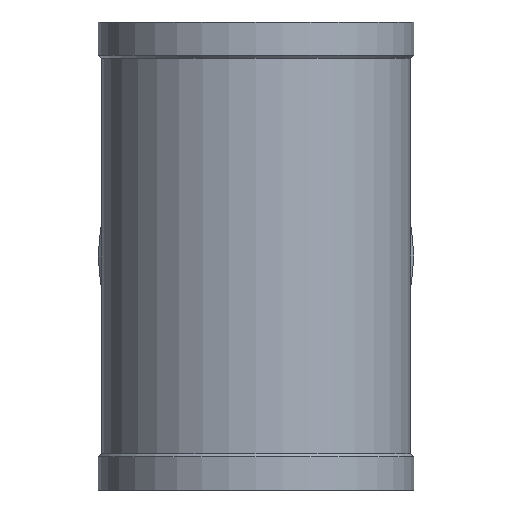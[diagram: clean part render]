
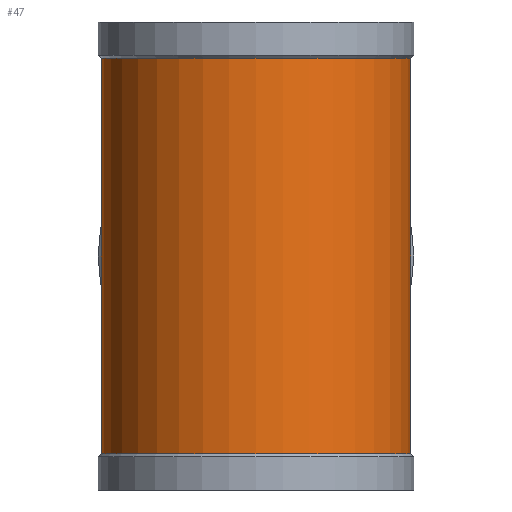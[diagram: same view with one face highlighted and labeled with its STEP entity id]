
A CAD part, left-side view. The second image highlights one B-rep face of the part: STEP entity #47.
In plain terms, the highlighted cylindrical face has radius 280 mm (diameter 560 mm), a full revolution.
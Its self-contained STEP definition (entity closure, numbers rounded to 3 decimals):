
#47 = ADVANCED_FACE( '', ( #106, #107, #108 ), #109, .T. );
#106 = FACE_OUTER_BOUND( '', #191, .T. );
#107 = FACE_BOUND( '', #192, .T. );
#108 = FACE_OUTER_BOUND( '', #193, .T. );
#109 = CYLINDRICAL_SURFACE( '', #194, 280. );
#191 = EDGE_LOOP( '', ( #275 ) );
#192 = EDGE_LOOP( '', ( #276, #277 ) );
#193 = EDGE_LOOP( '', ( #278 ) );
#194 = AXIS2_PLACEMENT_3D( '', #279, #280, #281 );
#275 = ORIENTED_EDGE( '', *, *, #389, .T. );
#276 = ORIENTED_EDGE( '', *, *, #383, .F. );
#277 = ORIENTED_EDGE( '', *, *, #384, .F. );
#278 = ORIENTED_EDGE( '', *, *, #390, .F. );
#279 = CARTESIAN_POINT( '', ( 0., 0., -424. ) );
#280 = DIRECTION( '', ( 0., 0., 1. ) );
#281 = DIRECTION( '', ( -1., 0., 0. ) );
#383 = EDGE_CURVE( '', #425, #426, #427, .T. );
#384 = EDGE_CURVE( '', #426, #425, #428, .F. );
#389 = EDGE_CURVE( '', #435, #435, #436, .T. );
#390 = EDGE_CURVE( '', #437, #437, #438, .T. );
#425 = VERTEX_POINT( '', #488 );
#426 = VERTEX_POINT( '', #489 );
#427 = ELLIPSE( '', #490, 395.98, 280. );
#428 = ELLIPSE( '', #491, 395.98, 280. );
#435 = VERTEX_POINT( '', #498 );
#436 = CIRCLE( '', #499, 280. );
#437 = VERTEX_POINT( '', #500 );
#438 = CIRCLE( '', #501, 280. );
#488 = CARTESIAN_POINT( '', ( 0., 280., 0. ) );
#489 = CARTESIAN_POINT( '', ( 0., -280., 0. ) );
#490 = AXIS2_PLACEMENT_3D( '', #551, #552, #553 );
#491 = AXIS2_PLACEMENT_3D( '', #554, #555, #556 );
#498 = CARTESIAN_POINT( '', ( -280., 0., 358. ) );
#499 = AXIS2_PLACEMENT_3D( '', #563, #564, #565 );
#500 = CARTESIAN_POINT( '', ( -280., 0., -358. ) );
#501 = AXIS2_PLACEMENT_3D( '', #566, #567, #568 );
#551 = CARTESIAN_POINT( '', ( 0., 0., 0. ) );
#552 = DIRECTION( '', ( 0.707, 0., -0.707 ) );
#553 = DIRECTION( '', ( -0.707, 0., -0.707 ) );
#554 = CARTESIAN_POINT( '', ( 0., 0., 0. ) );
#555 = DIRECTION( '', ( -0.707, 0., -0.707 ) );
#556 = DIRECTION( '', ( 0.707, 0., -0.707 ) );
#563 = CARTESIAN_POINT( '', ( 0., 0., 358. ) );
#564 = DIRECTION( '', ( 0., 0., -1. ) );
#565 = DIRECTION( '', ( -1., 0., 0. ) );
#566 = CARTESIAN_POINT( '', ( 0., 0., -358. ) );
#567 = DIRECTION( '', ( 0., 0., -1. ) );
#568 = DIRECTION( '', ( -1., 0., 0. ) );
